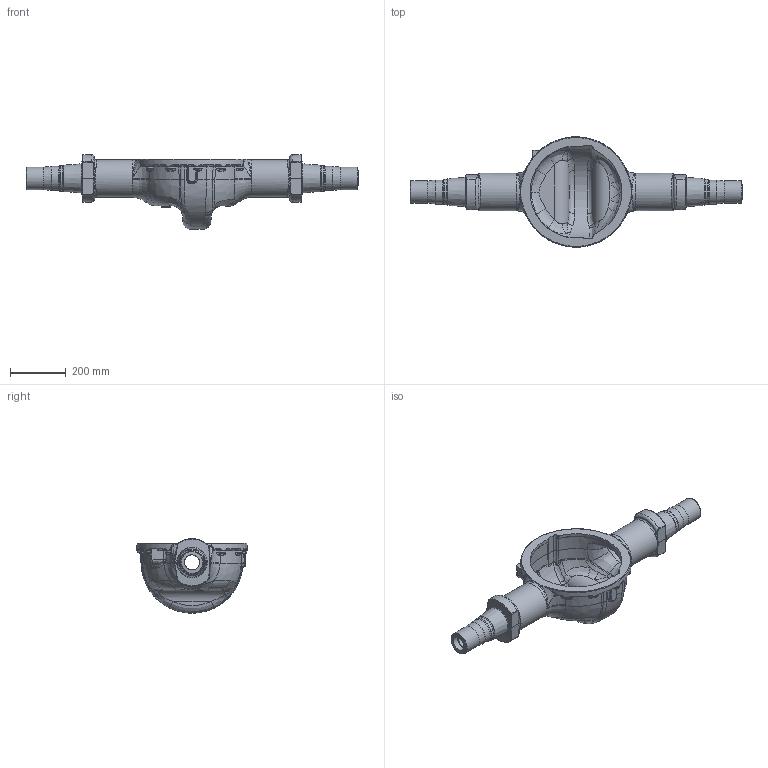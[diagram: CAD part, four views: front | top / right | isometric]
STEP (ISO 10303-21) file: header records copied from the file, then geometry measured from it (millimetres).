
FILE_DESCRIPTION(/* description */ (''),/* implementation_level */ '2;1');
FILE_NAME(/* name */ 'F20117(H24N3-02161C,Q6H46-12901.stp',/* time_stamp */ '2020-07-28T16:37:09+08:00',/* author */ (''),/* organization */ (''),/* preprocessor_version */ 'ST-DEVELOPER v16.7',/* originating_system */ 'SIEMENS PLM Software NX 12.0',/* authorisation */ '');
FILE_SCHEMA (('AP203_CONFIGURATION_CONTROLLED_3D_DESIGN_OF_MECHANICAL_PARTS_AND_ASSEMBLIES_MIM_LF { 1 0 10303 403 2 1 2}'));
Length unit declared in the file: millimetre
Products named in the file (1): HE086C796E5n30
Bounding box: 1191 x 395.98 x 267.5 mm (x, y, z)
Volume: 8145219.4 mm3; surface area: 1105046.8 mm2
Topology: 1 solids, 1 shells, 777 faces, 1903 edges, 1054 vertices
Faces by surface type: bspline 464, torus 94, cylinder 79, plane 67, cone 35, sphere 34, extrusion 2, revolution 2
Full cylindrical faces by diameter (mm): 54 x2, 58 x2, 81 x2, 86 x2, 91 x2, 92 x2, 102 x2, 135 x2
Entity records: 37879 total; most frequent: CARTESIAN_POINT 23441, ORIENTED_EDGE 3506, DIRECTION 2131, EDGE_CURVE 1753, VERTEX_POINT 1025, AXIS2_PLACEMENT_3D 1006, B_SPLINE_CURVE_WITH_KNOTS 945, EDGE_LOOP 828
